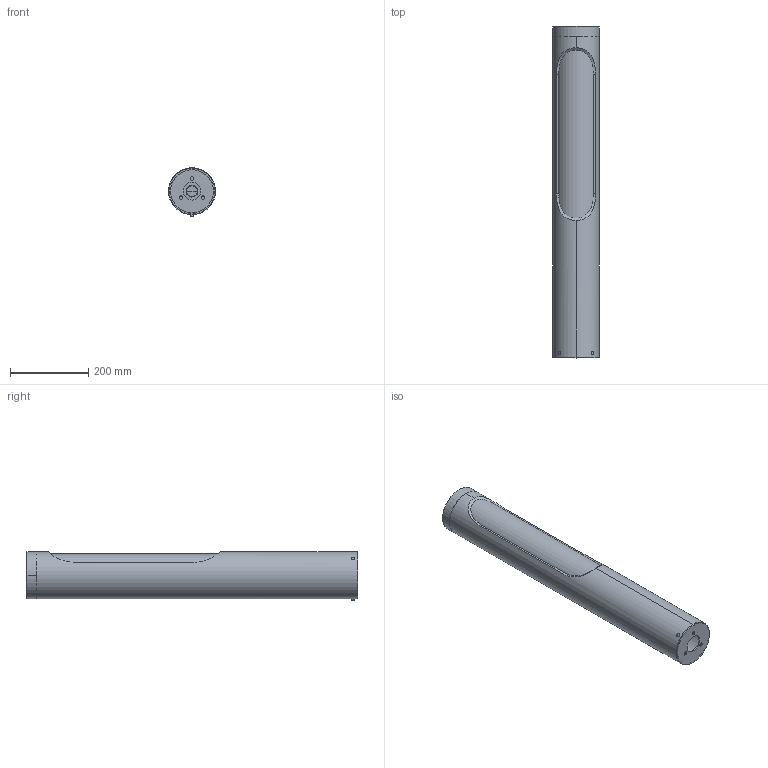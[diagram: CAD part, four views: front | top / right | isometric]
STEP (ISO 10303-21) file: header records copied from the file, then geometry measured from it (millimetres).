
FILE_DESCRIPTION (( 'STEP AP203' ), '1' );
FILE_NAME ('KISA pojedyncza.STEP', '2021-12-02T13:35:36', ( '' ), ( '' ), 'SwSTEP 2.0', 'SolidWorks 2020', '' );
FILE_SCHEMA (( 'CONFIG_CONTROL_DESIGN' ));
Length unit declared in the file: millimetre
Products named in the file (11): Wkr docisk b 豚a M6x_rs_DIN 914 - M6 x 14-N; M88A-385-1-01 rura 120x5x691_M193Asr; M193A_Rura kpl_sr_M193A; M193A_Rura spaw_sr_M193A; M88A-385-1-03 blacha podstawy w2_M88A_W1; KISA pojedyncza; TUL SPEC M6_rs_N3; M88A-385-1-06 klosz w2_M193A_˜cisniety_sr; M88A-385-1-11 daszek klosza w2_M193_obr; M108W2_Ko³ek blokady_rs_xxx; M193_zest elektr kpl_sr_M193A
Assembly tree (11 placements, depth 4):
  KISA pojedyncza
    M193A_Rura kpl_sr_M193A
      M193A_Rura spaw_sr_M193A
        M88A-385-1-01 rura 120x5x691_M193Asr
        M108W2_Ko³ek blokady_rs_xxx  x2
      Wkr docisk b 豚a M6x_rs_DIN 914 - M6 x 14-N
      TUL SPEC M6_rs_N3
      M88A-385-1-06 klosz w2_M193A_˜cisniety_sr
    M193_zest elektr kpl_sr_M193A
      M88A-385-1-11 daszek klosza w2_M193_obr
    M88A-385-1-03 blacha podstawy w2_M88A_W1
Bounding box: 120 x 850.03 x 124.03 mm (x, y, z)
Volume: 2237160.3 mm3; surface area: 890272.6 mm2
Topology: 8 solids, 8 shells, 149 faces, 334 edges, 203 vertices
Faces by surface type: cylinder 50, cone 44, plane 33, torus 18, sphere 4
Entity records: 5785 total; most frequent: CARTESIAN_POINT 1374, DIRECTION 758, ORIENTED_EDGE 616, AXIS2_PLACEMENT_3D 319, EDGE_CURVE 308, VERTEX_POINT 191, EDGE_LOOP 165, CIRCLE 164
